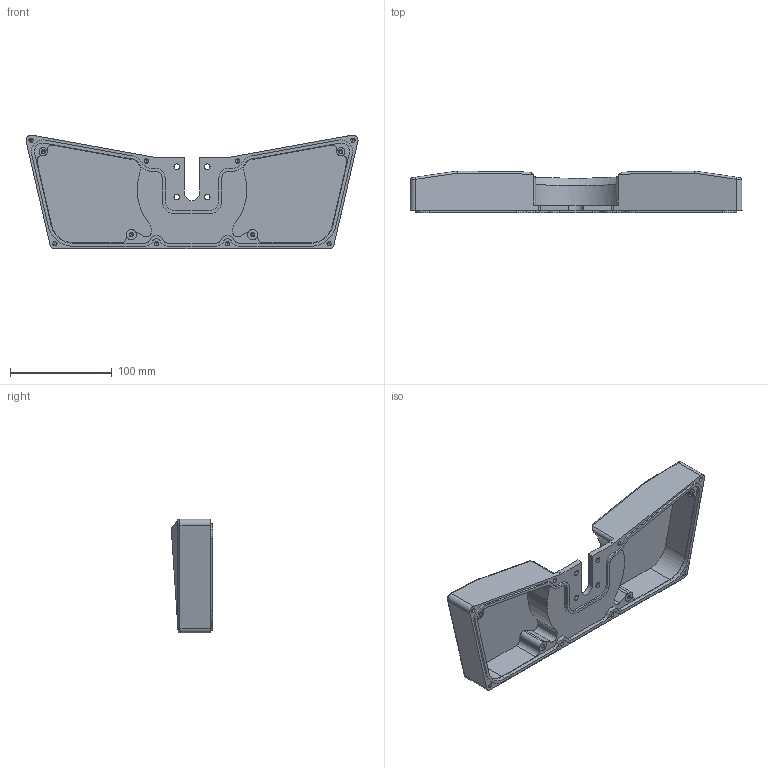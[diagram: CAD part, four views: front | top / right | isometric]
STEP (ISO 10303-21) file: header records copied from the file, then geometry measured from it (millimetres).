
FILE_DESCRIPTION (( 'STEP AP214' ), '1' );
FILE_NAME ('carter_inf_Ab.STEP', '2019-09-27T16:10:47', ( '' ), ( '' ), 'SwSTEP 2.0', 'SolidWorks 2016', '' );
FILE_SCHEMA (( 'AUTOMOTIVE_DESIGN' ));
Length unit declared in the file: millimetre
Products named in the file (1): carter_inf_Ab
Bounding box: 326.95 x 40.86 x 112.05 mm (x, y, z)
Volume: 349152.5 mm3; surface area: 117651.3 mm2
Topology: 1 solids, 1 shells, 224 faces, 598 edges, 366 vertices
Faces by surface type: cylinder 115, plane 60, cone 40, bspline 5, sphere 4
Entity records: 7851 total; most frequent: CARTESIAN_POINT 1976, DIRECTION 1235, ORIENTED_EDGE 1136, EDGE_CURVE 568, AXIS2_PLACEMENT_3D 463, VERTEX_POINT 362, VECTOR 309, LINE 309
